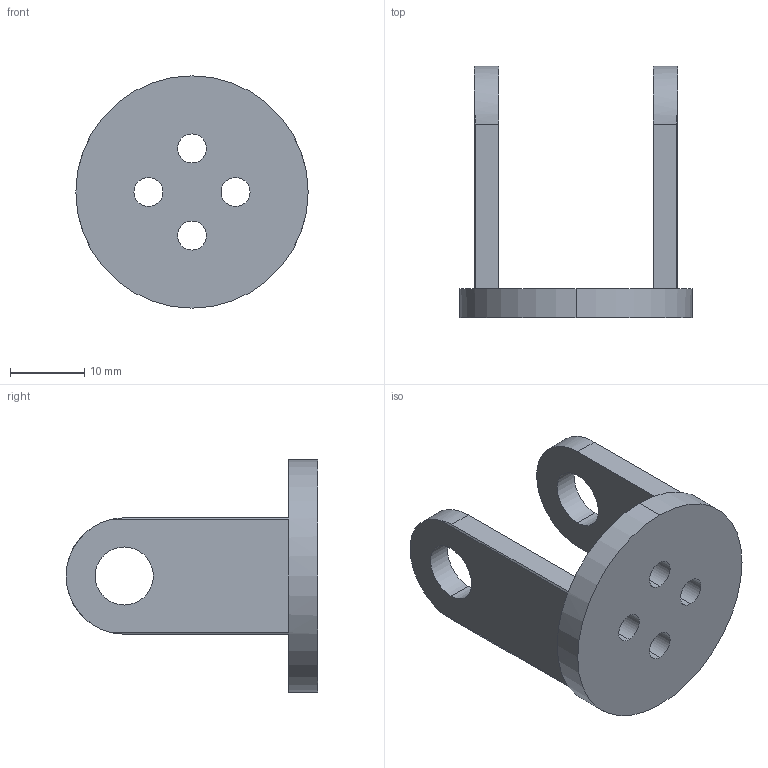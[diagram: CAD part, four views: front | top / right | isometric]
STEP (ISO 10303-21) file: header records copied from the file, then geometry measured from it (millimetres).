
FILE_DESCRIPTION (( 'STEP AP203' ), '1' );
FILE_NAME ('虎克铰零件1_ver2_默认_sldprt.STEP', '2023-05-19T03:00:01', ( '' ), ( '' ), 'SwSTEP 2.0', 'SolidWorks 2018', '' );
FILE_SCHEMA (( 'CONFIG_CONTROL_DESIGN' ));
Length unit declared in the file: millimetre
Products named in the file (1): 虎克铰零件1_ver2_默认_sldprt
Bounding box: 31.2 x 33.8 x 31.2 mm (x, y, z)
Volume: 5345.3 mm3; surface area: 4072 mm2
Topology: 1 solids, 1 shells, 28 faces, 78 edges, 52 vertices
Faces by surface type: cylinder 16, plane 12
Entity records: 1023 total; most frequent: CARTESIAN_POINT 171, DIRECTION 168, ORIENTED_EDGE 156, EDGE_CURVE 78, AXIS2_PLACEMENT_3D 65, VERTEX_POINT 52, EDGE_LOOP 40, LINE 38
